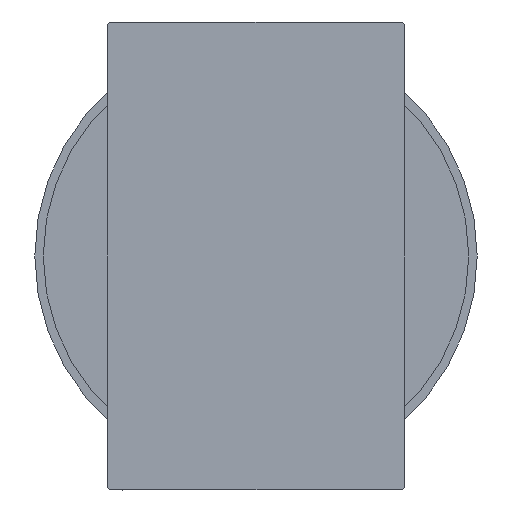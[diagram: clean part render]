
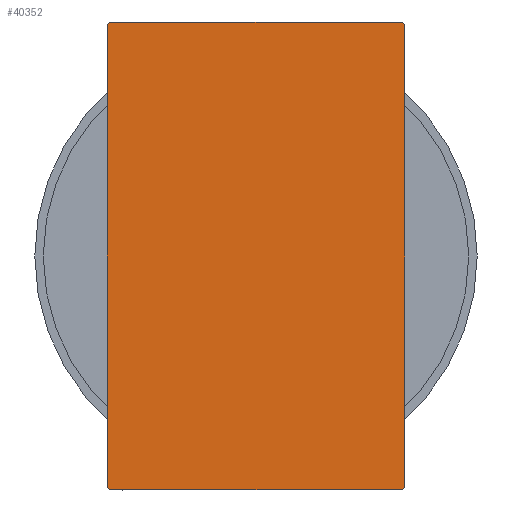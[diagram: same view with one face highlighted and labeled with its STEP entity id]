
A CAD part, left-side view. The second image highlights one B-rep face of the part: STEP entity #40352.
In plain terms, the highlighted face is planar.
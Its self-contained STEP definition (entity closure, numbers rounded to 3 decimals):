
#471 = LINE ( 'NONE', #10551, #2303 ) ;
#1681 = ORIENTED_EDGE ( 'NONE', *, *, #22698, .T. ) ;
#1751 = VECTOR ( 'NONE', #4773, 1000. ) ;
#2303 = VECTOR ( 'NONE', #23963, 1000. ) ;
#2528 = CARTESIAN_POINT ( 'NONE',  ( 56., 22.35, -22.35 ) ) ;
#2885 = EDGE_CURVE ( 'NONE', #25969, #10524, #4781, .T. ) ;
#3735 = VECTOR ( 'NONE', #30230, 1000. ) ;
#3754 = LINE ( 'NONE', #10126, #11503 ) ;
#4606 = ORIENTED_EDGE ( 'NONE', *, *, #36450, .T. ) ;
#4773 = DIRECTION ( 'NONE',  ( 0., -1., 0. ) ) ;
#4781 = LINE ( 'NONE', #32208, #21039 ) ;
#4884 = ORIENTED_EDGE ( 'NONE', *, *, #20002, .T. ) ;
#5579 = VECTOR ( 'NONE', #7029, 1000. ) ;
#7029 = DIRECTION ( 'NONE',  ( 0., 0., -1. ) ) ;
#7316 = AXIS2_PLACEMENT_3D ( 'NONE', #18453, #22621, #35995 ) ;
#8079 = DIRECTION ( 'NONE',  ( 0., -0.707, 0.707 ) ) ;
#9322 = DIRECTION ( 'NONE',  ( 0., 0.707, 0.707 ) ) ;
#10126 = CARTESIAN_POINT ( 'NONE',  ( 56., -22.35, 22.35 ) ) ;
#10524 = VERTEX_POINT ( 'NONE', #25945 ) ;
#10551 = CARTESIAN_POINT ( 'NONE',  ( 56., -17.5, -27.5 ) ) ;
#11503 = VECTOR ( 'NONE', #27254, 1000. ) ;
#11700 = VERTEX_POINT ( 'NONE', #32007 ) ;
#11730 = ORIENTED_EDGE ( 'NONE', *, *, #37780, .T. ) ;
#13599 = VECTOR ( 'NONE', #9322, 1000. ) ;
#13614 = CARTESIAN_POINT ( 'NONE',  ( 56., -17.5, 27.5 ) ) ;
#15565 = VERTEX_POINT ( 'NONE', #24140 ) ;
#16908 = ORIENTED_EDGE ( 'NONE', *, *, #19138, .T. ) ;
#17121 = EDGE_CURVE ( 'NONE', #15565, #25969, #36118, .T. ) ;
#18453 = CARTESIAN_POINT ( 'NONE',  ( 56., 0., 0. ) ) ;
#19053 = VERTEX_POINT ( 'NONE', #21377 ) ;
#19138 = EDGE_CURVE ( 'NONE', #19053, #11700, #3754, .T. ) ;
#19431 = DIRECTION ( 'NONE',  ( 0., 0., 1. ) ) ;
#20002 = EDGE_CURVE ( 'NONE', #39395, #15565, #27263, .T. ) ;
#20175 = CARTESIAN_POINT ( 'NONE',  ( 56., 17.2, -27.5 ) ) ;
#20639 = ORIENTED_EDGE ( 'NONE', *, *, #17121, .T. ) ;
#20784 = EDGE_LOOP ( 'NONE', ( #4606, #4884, #20639, #35882, #1681, #16908, #23166, #11730 ) ) ;
#21039 = VECTOR ( 'NONE', #8079, 1000. ) ;
#21377 = CARTESIAN_POINT ( 'NONE',  ( 56., -17.2, 27.5 ) ) ;
#21661 = CARTESIAN_POINT ( 'NONE',  ( 56., -17.5, -27.2 ) ) ;
#22621 = DIRECTION ( 'NONE',  ( 1., 0., 0. ) ) ;
#22698 = EDGE_CURVE ( 'NONE', #10524, #19053, #31562, .T. ) ;
#23064 = VERTEX_POINT ( 'NONE', #24932 ) ;
#23166 = ORIENTED_EDGE ( 'NONE', *, *, #31677, .T. ) ;
#23963 = DIRECTION ( 'NONE',  ( 0., 1., 0. ) ) ;
#24140 = CARTESIAN_POINT ( 'NONE',  ( 56., 17.5, -27.2 ) ) ;
#24932 = CARTESIAN_POINT ( 'NONE',  ( 56., -17.2, -27.5 ) ) ;
#25945 = CARTESIAN_POINT ( 'NONE',  ( 56., 17.2, 27.5 ) ) ;
#25969 = VERTEX_POINT ( 'NONE', #33759 ) ;
#26936 = CARTESIAN_POINT ( 'NONE',  ( 56., -22.35, -22.35 ) ) ;
#27163 = LINE ( 'NONE', #26936, #3735 ) ;
#27254 = DIRECTION ( 'NONE',  ( 0., -0.707, -0.707 ) ) ;
#27263 = LINE ( 'NONE', #2528, #13599 ) ;
#27494 = VERTEX_POINT ( 'NONE', #21661 ) ;
#30230 = DIRECTION ( 'NONE',  ( 0., 0.707, -0.707 ) ) ;
#30471 = VECTOR ( 'NONE', #19431, 1000. ) ;
#31562 = LINE ( 'NONE', #37710, #1751 ) ;
#31677 = EDGE_CURVE ( 'NONE', #11700, #27494, #43007, .T. ) ;
#32007 = CARTESIAN_POINT ( 'NONE',  ( 56., -17.5, 27.2 ) ) ;
#32208 = CARTESIAN_POINT ( 'NONE',  ( 56., 22.35, 22.35 ) ) ;
#32705 = FACE_OUTER_BOUND ( 'NONE', #20784, .T. ) ;
#33470 = CARTESIAN_POINT ( 'NONE',  ( 56., 17.5, -27.5 ) ) ;
#33759 = CARTESIAN_POINT ( 'NONE',  ( 56., 17.5, 27.2 ) ) ;
#35882 = ORIENTED_EDGE ( 'NONE', *, *, #2885, .T. ) ;
#35995 = DIRECTION ( 'NONE',  ( 0., 0., -1. ) ) ;
#36118 = LINE ( 'NONE', #33470, #30471 ) ;
#36450 = EDGE_CURVE ( 'NONE', #23064, #39395, #471, .T. ) ;
#37710 = CARTESIAN_POINT ( 'NONE',  ( 56., 17.5, 27.5 ) ) ;
#37780 = EDGE_CURVE ( 'NONE', #27494, #23064, #27163, .T. ) ;
#39395 = VERTEX_POINT ( 'NONE', #20175 ) ;
#40352 = ADVANCED_FACE ( 'NONE', ( #32705 ), #42572, .T. ) ;
#42572 = PLANE ( 'NONE',  #7316 ) ;
#43007 = LINE ( 'NONE', #13614, #5579 ) ;
